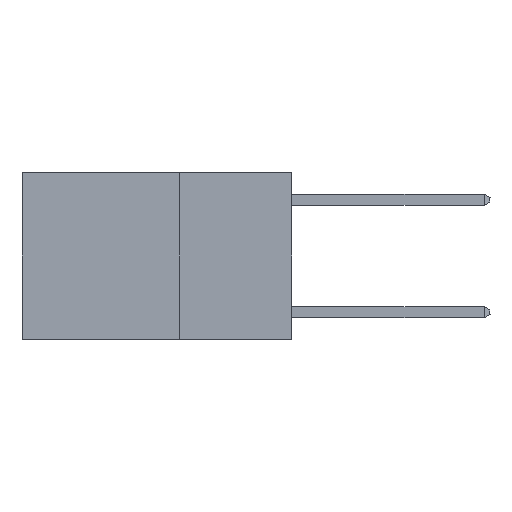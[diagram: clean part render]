
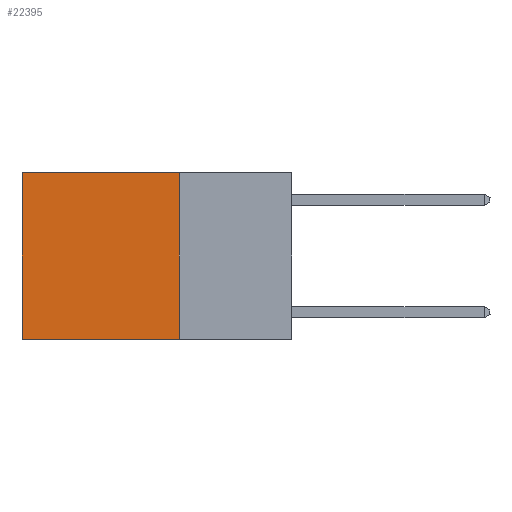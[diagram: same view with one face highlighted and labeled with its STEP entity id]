
A CAD part, left-side view. The second image highlights one B-rep face of the part: STEP entity #22395.
In plain terms, the highlighted planar face has unit normal (-1, 0, 0).
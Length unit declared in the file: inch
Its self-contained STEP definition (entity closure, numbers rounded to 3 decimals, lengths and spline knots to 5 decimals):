
#112 = LINE ( 'NONE', #7857, #6096 ) ;
#505 = ORIENTED_EDGE ( 'NONE', *, *, #12219, .F. ) ;
#1284 = VECTOR ( 'NONE', #14811, 39.37008 ) ;
#1456 = DIRECTION ( 'NONE',  ( 0., 0., -1. ) ) ;
#1706 = LINE ( 'NONE', #11580, #7820 ) ;
#2566 = ORIENTED_EDGE ( 'NONE', *, *, #7950, .T. ) ;
#2712 = LINE ( 'NONE', #22473, #1284 ) ;
#4251 = VERTEX_POINT ( 'NONE', #6961 ) ;
#4429 = CARTESIAN_POINT ( 'NONE',  ( 0.2625, 0.25, 0. ) ) ;
#5318 = VERTEX_POINT ( 'NONE', #20062 ) ;
#5886 = VECTOR ( 'NONE', #7197, 39.37008 ) ;
#6015 = DIRECTION ( 'NONE',  ( 0., 1., 0. ) ) ;
#6096 = VECTOR ( 'NONE', #6015, 39.37008 ) ;
#6387 = DIRECTION ( 'NONE',  ( 1., 0., 0. ) ) ;
#6961 = CARTESIAN_POINT ( 'NONE',  ( 0.2625, 0.6, 0. ) ) ;
#7197 = DIRECTION ( 'NONE',  ( 0., 1., 0. ) ) ;
#7674 = CARTESIAN_POINT ( 'NONE',  ( 0.2625, 0.25, -0.37 ) ) ;
#7820 = VECTOR ( 'NONE', #1456, 39.37008 ) ;
#7857 = CARTESIAN_POINT ( 'NONE',  ( 0.2625, 0.25, 0. ) ) ;
#7950 = EDGE_CURVE ( 'NONE', #22264, #4251, #112, .T. ) ;
#10595 = PLANE ( 'NONE',  #22073 ) ;
#11580 = CARTESIAN_POINT ( 'NONE',  ( 0.2625, 0.25, 0. ) ) ;
#12219 = EDGE_CURVE ( 'NONE', #25176, #5318, #23140, .T. ) ;
#12413 = ORIENTED_EDGE ( 'NONE', *, *, #20561, .F. ) ;
#12595 = EDGE_CURVE ( 'NONE', #4251, #5318, #2712, .T. ) ;
#13112 = CARTESIAN_POINT ( 'NONE',  ( 0.2625, 0.25, -0.37 ) ) ;
#14274 = ORIENTED_EDGE ( 'NONE', *, *, #12595, .T. ) ;
#14811 = DIRECTION ( 'NONE',  ( 0., 0., -1. ) ) ;
#16440 = EDGE_LOOP ( 'NONE', ( #14274, #505, #12413, #2566 ) ) ;
#16642 = DIRECTION ( 'NONE',  ( 0., 0., -1. ) ) ;
#20062 = CARTESIAN_POINT ( 'NONE',  ( 0.2625, 0.6, -0.37 ) ) ;
#20561 = EDGE_CURVE ( 'NONE', #22264, #25176, #1706, .T. ) ;
#22073 = AXIS2_PLACEMENT_3D ( 'NONE', #4429, #6387, #16642 ) ;
#22094 = FACE_OUTER_BOUND ( 'NONE', #16440, .T. ) ;
#22264 = VERTEX_POINT ( 'NONE', #25736 ) ;
#22395 = ADVANCED_FACE ( 'NONE', ( #22094 ), #10595, .F. ) ;
#22473 = CARTESIAN_POINT ( 'NONE',  ( 0.2625, 0.6, 0. ) ) ;
#23140 = LINE ( 'NONE', #13112, #5886 ) ;
#25176 = VERTEX_POINT ( 'NONE', #7674 ) ;
#25736 = CARTESIAN_POINT ( 'NONE',  ( 0.2625, 0.25, 0. ) ) ;
